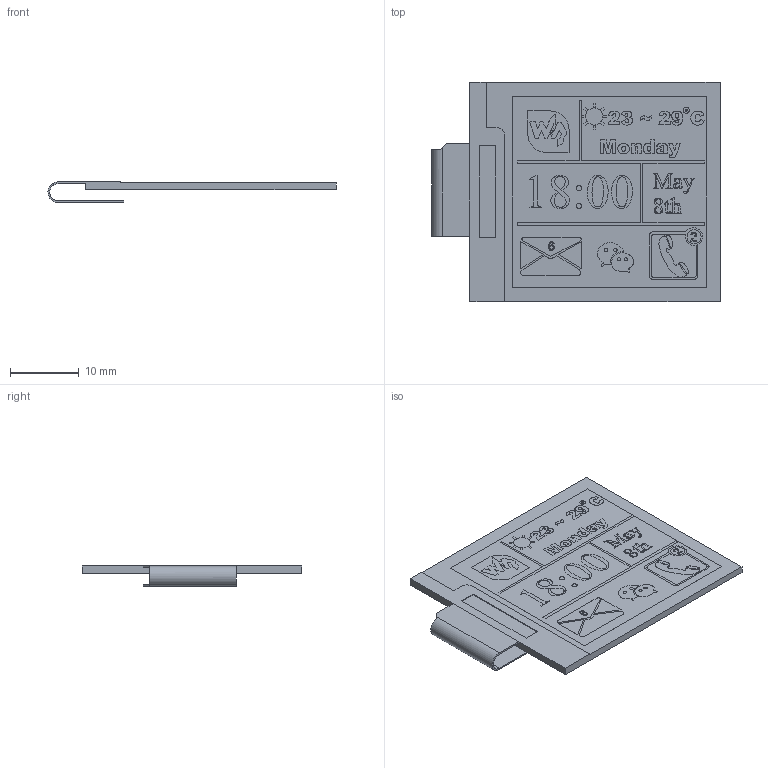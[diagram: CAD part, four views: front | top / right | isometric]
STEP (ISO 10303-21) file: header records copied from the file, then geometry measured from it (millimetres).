
FILE_DESCRIPTION(/* description */ ('Unknown'),/* implementation_level */ '2;1');
FILE_NAME(/* name */ 'Waveshare 1.54 E ink - Display Folded',/* time_stamp */ '2018-10-29T15:17:53-04:00',/* author */ ('Unknown'),/* organization */ ('Unknown'),/* preprocessor_version */ 'ST-DEVELOPER v16.7',/* originating_system */ 'DEX',/* authorisation */ $);
FILE_SCHEMA (('AUTOMOTIVE_DESIGN {1 0 10303 214 3 1 1}'));
Length unit declared in the file: millimetre
Products named in the file (1): Waveshare 1.54 E ink - Display Folded
Bounding box: 41.82 x 31.83 x 2.92 mm (x, y, z)
Volume: 1234.8 mm3; surface area: 3498.5 mm2
Topology: 49 solids, 69 shells, 756 faces, 1771 edges, 1180 vertices
Faces by surface type: plane 610, bspline 117, cylinder 29
Full cylindrical faces by diameter (mm): 0.294 x1, 0.454 x2, 0.508 x2, 0.867 x1, 2.037 x1, 2.475 x1
Entity records: 30377 total; most frequent: CARTESIAN_POINT 11431, ORIENTED_EDGE 3486, DIRECTION 2664, EDGE_CURVE 1743, LINE 1262, VECTOR 1262, VERTEX_POINT 1180, EDGE_LOOP 867
